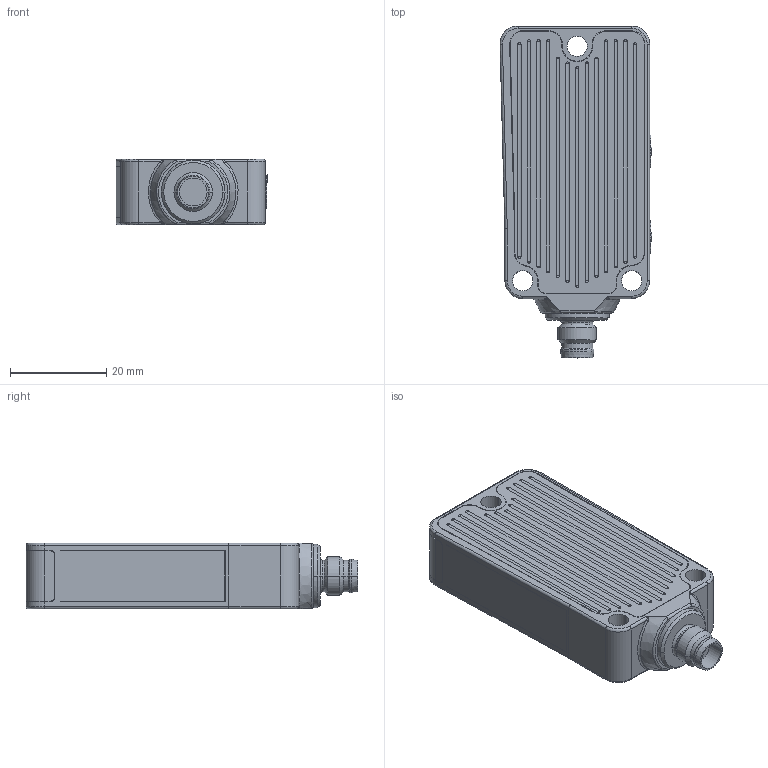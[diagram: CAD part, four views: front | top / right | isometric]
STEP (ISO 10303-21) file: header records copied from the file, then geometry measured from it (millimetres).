
FILE_DESCRIPTION((''),'2;1');
FILE_NAME('CAD0879_MLV41-54-G_M8_','2007-06-13T',('clanger'),(''),'PRO/ENGINEER BY PARAMETRIC TECHNOLOGY CORPORATION, 2006300','PRO/ENGINEER BY PARAMETRIC TECHNOLOGY CORPORATION, 2006300','');
FILE_SCHEMA(('CONFIG_CONTROL_DESIGN'));
Length unit declared in the file: millimetre
Products named in the file (1): CAD0879_MLV41-54-G_M8_
Bounding box: 31.5 x 68.8 x 13.6 mm (x, y, z)
Volume: 23567.7 mm3; surface area: 7058.9 mm2
Topology: 1 solids, 6 shells, 406 faces, 1004 edges, 653 vertices
Faces by surface type: cylinder 150, plane 146, sphere 64, bspline 20, torus 14, cone 12
Entity records: 16520 total; most frequent: CARTESIAN_POINT 3674, DIRECTION 2052, ORIENTED_EDGE 1990, PRESENTATION_STYLE_ASSIGNMENT 1010, STYLED_ITEM 1010, CURVE_STYLE 1007, EDGE_CURVE 995, AXIS2_PLACEMENT_3D 750
